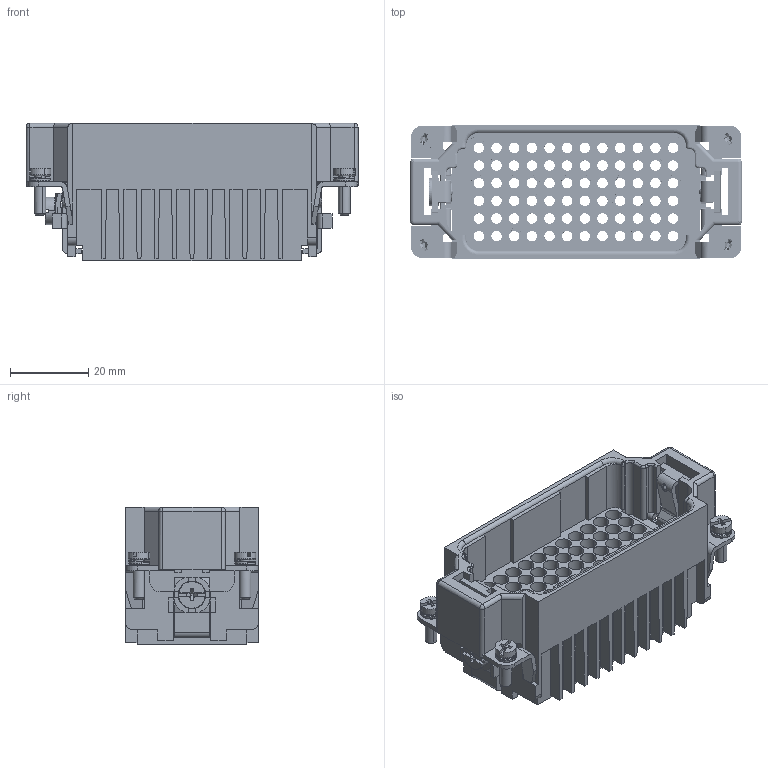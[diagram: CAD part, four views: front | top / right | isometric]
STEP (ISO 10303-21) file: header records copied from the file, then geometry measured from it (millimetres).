
FILE_DESCRIPTION (( 'STEP AP203' ), '1' );
FILE_NAME ('290233072.step', '2025-02-12T17:44:34', ( '' ), ( '' ), 'SwSTEP 2.0', 'SolidWorks 2024', '' );
FILE_SCHEMA (( 'CONFIG_CONTROL_DESIGN' ));
Products named in the file (1): 290233072
Bounding box: 84.6 x 34 x 35 mm (x, y, z)
Volume: 31644.5 mm3; surface area: 39320.6 mm2
Topology: 13 solids, 13 shells, 1879 faces, 4597 edges, 3036 vertices
Faces by surface type: cylinder 948, plane 842, bspline 65, cone 18, torus 6
Entity records: 79526 total; most frequent: CARTESIAN_POINT 38395, ORIENTED_EDGE 9186, DIRECTION 6788, EDGE_CURVE 4593, VERTEX_POINT 3036, LINE 2414, VECTOR 2414, EDGE_LOOP 2337
